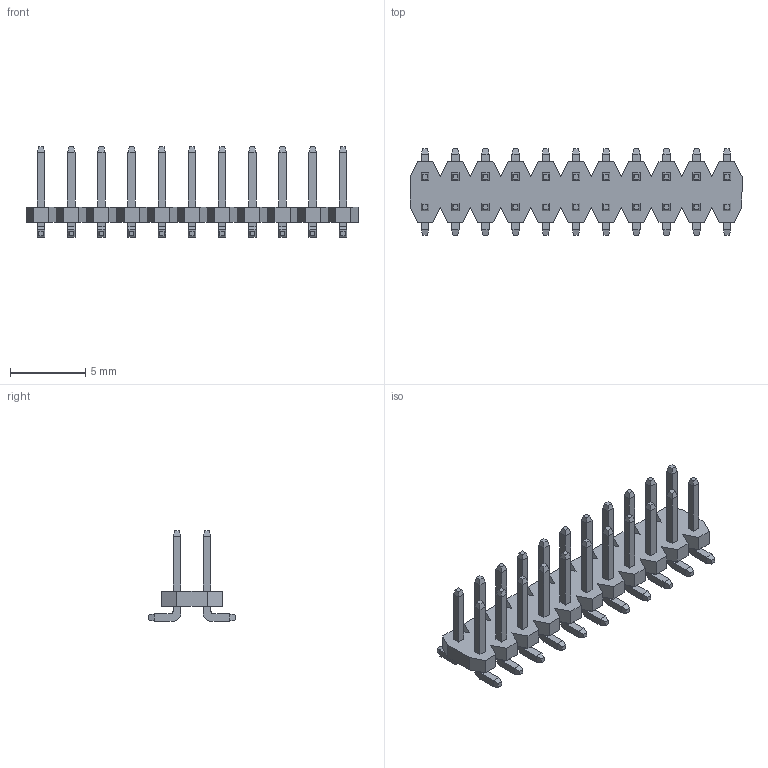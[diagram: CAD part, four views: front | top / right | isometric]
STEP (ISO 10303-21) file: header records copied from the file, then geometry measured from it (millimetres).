
FILE_DESCRIPTION (( 'STEP AP214' ), '1' );
FILE_NAME ('FPH20069-D22S1014110206M-REF.STEP', '2025-12-02T05:57:32', ( '' ), ( '' ), 'SwSTEP 2.0', 'SolidWorks 2021', '' );
FILE_SCHEMA (( 'AUTOMOTIVE_DESIGN' ));
Length unit declared in the file: millimetre
Products named in the file (1): FPH20069-D22S1014110206M-REF
Bounding box: 22 x 5.75 x 6 mm (x, y, z)
Volume: 111.5 mm3; surface area: 502.7 mm2
Topology: 1 solids, 1 shells, 554 faces, 1348 edges, 840 vertices
Faces by surface type: plane 510, cylinder 44
Entity records: 15766 total; most frequent: CARTESIAN_POINT 2743, ORIENTED_EDGE 2696, DIRECTION 2546, EDGE_CURVE 1348, VECTOR 1260, LINE 1260, VERTEX_POINT 840, AXIS2_PLACEMENT_3D 643
